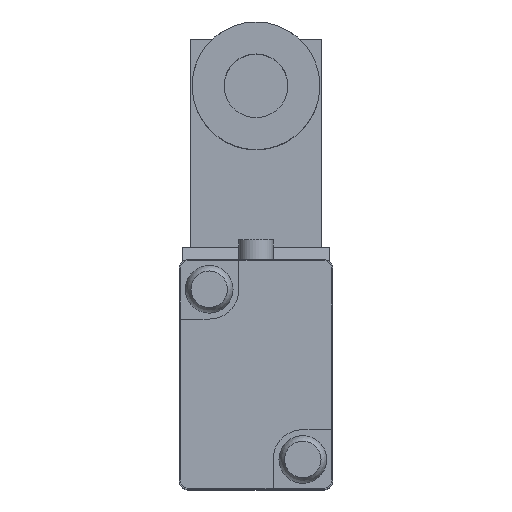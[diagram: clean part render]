
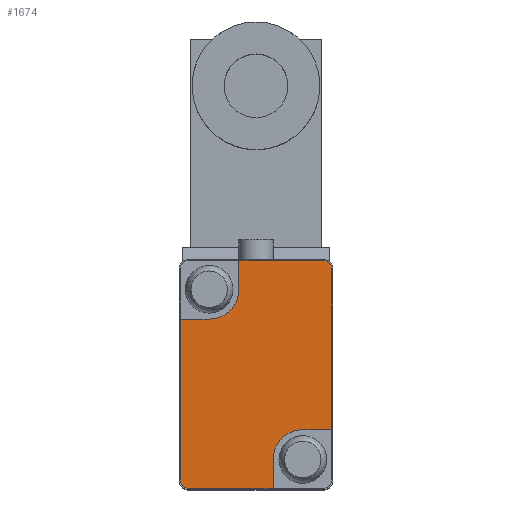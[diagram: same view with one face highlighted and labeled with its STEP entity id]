
A CAD part, top view. The second image highlights one B-rep face of the part: STEP entity #1674.
In plain terms, the highlighted planar face has unit normal (0, 0, 1).
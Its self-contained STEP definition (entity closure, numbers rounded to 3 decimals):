
#97=LINE('',#2589,#233);
#99=LINE('',#2594,#235);
#103=LINE('',#2604,#239);
#104=LINE('',#2607,#240);
#105=LINE('',#2609,#241);
#106=LINE('',#2613,#242);
#107=LINE('',#2615,#243);
#108=LINE('',#2618,#244);
#233=VECTOR('',#2029,1000.);
#235=VECTOR('',#2033,1000.);
#239=VECTOR('',#2041,1000.);
#240=VECTOR('',#2044,1000.);
#241=VECTOR('',#2045,1000.);
#242=VECTOR('',#2048,1000.);
#243=VECTOR('',#2049,1000.);
#244=VECTOR('',#2052,1000.);
#384=ORIENTED_EDGE('',*,*,#837,.F.);
#385=ORIENTED_EDGE('',*,*,#838,.T.);
#386=ORIENTED_EDGE('',*,*,#831,.T.);
#387=ORIENTED_EDGE('',*,*,#839,.T.);
#388=ORIENTED_EDGE('',*,*,#840,.T.);
#389=ORIENTED_EDGE('',*,*,#841,.F.);
#390=ORIENTED_EDGE('',*,*,#842,.F.);
#391=ORIENTED_EDGE('',*,*,#843,.T.);
#392=ORIENTED_EDGE('',*,*,#844,.T.);
#393=ORIENTED_EDGE('',*,*,#845,.T.);
#394=ORIENTED_EDGE('',*,*,#833,.T.);
#395=ORIENTED_EDGE('',*,*,#846,.F.);
#831=EDGE_CURVE('',#1054,#1056,#97,.T.);
#833=EDGE_CURVE('',#1059,#1057,#99,.T.);
#837=EDGE_CURVE('',#1061,#1062,#1204,.T.);
#838=EDGE_CURVE('',#1061,#1054,#103,.T.);
#839=EDGE_CURVE('',#1056,#1063,#1205,.T.);
#840=EDGE_CURVE('',#1063,#1064,#104,.T.);
#841=EDGE_CURVE('',#1065,#1064,#105,.T.);
#842=EDGE_CURVE('',#1066,#1065,#1206,.T.);
#843=EDGE_CURVE('',#1066,#1067,#106,.T.);
#844=EDGE_CURVE('',#1067,#1068,#107,.T.);
#845=EDGE_CURVE('',#1068,#1059,#1207,.T.);
#846=EDGE_CURVE('',#1062,#1057,#108,.T.);
#1054=VERTEX_POINT('',#2583);
#1056=VERTEX_POINT('',#2588);
#1057=VERTEX_POINT('',#2592);
#1059=VERTEX_POINT('',#2595);
#1061=VERTEX_POINT('',#2602);
#1062=VERTEX_POINT('',#2603);
#1063=VERTEX_POINT('',#2606);
#1064=VERTEX_POINT('',#2608);
#1065=VERTEX_POINT('',#2610);
#1066=VERTEX_POINT('',#2612);
#1067=VERTEX_POINT('',#2614);
#1068=VERTEX_POINT('',#2616);
#1204=CIRCLE('',#1801,3.5);
#1205=CIRCLE('',#1802,1.);
#1206=CIRCLE('',#1803,3.5);
#1207=CIRCLE('',#1804,1.);
#1298=EDGE_LOOP('',(#384,#385,#386,#387,#388,#389,#390,#391,#392,#393,#394,
#395));
#1457=FACE_BOUND('',#1298,.T.);
#1614=PLANE('',#1800);
#1674=ADVANCED_FACE('',(#1457),#1614,.T.);
#1800=AXIS2_PLACEMENT_3D('',#2600,#2037,#2038);
#1801=AXIS2_PLACEMENT_3D('',#2601,#2039,#2040);
#1802=AXIS2_PLACEMENT_3D('',#2605,#2042,#2043);
#1803=AXIS2_PLACEMENT_3D('',#2611,#2046,#2047);
#1804=AXIS2_PLACEMENT_3D('',#2617,#2050,#2051);
#2029=DIRECTION('',(0.,-1.,0.));
#2033=DIRECTION('',(-1.,0.,0.));
#2037=DIRECTION('',(0.,0.,1.));
#2038=DIRECTION('',(1.,0.,0.));
#2039=DIRECTION('',(0.,0.,1.));
#2040=DIRECTION('',(1.,0.,0.));
#2041=DIRECTION('',(-1.,0.,0.));
#2042=DIRECTION('',(0.,0.,1.));
#2043=DIRECTION('',(1.,0.,0.));
#2044=DIRECTION('',(1.,0.,0.));
#2045=DIRECTION('',(0.,-1.,0.));
#2046=DIRECTION('',(0.,0.,1.));
#2047=DIRECTION('',(1.,0.,0.));
#2048=DIRECTION('',(1.,0.,0.));
#2049=DIRECTION('',(0.,1.,0.));
#2050=DIRECTION('',(0.,0.,1.));
#2051=DIRECTION('',(1.,0.,0.));
#2052=DIRECTION('',(0.,1.,0.));
#2583=CARTESIAN_POINT('',(-8.9,6.5,6.6));
#2588=CARTESIAN_POINT('',(-8.9,-12.4,6.6));
#2589=CARTESIAN_POINT('',(-8.9,12.4,6.6));
#2592=CARTESIAN_POINT('',(-2.,13.4,6.6));
#2594=CARTESIAN_POINT('',(7.9,13.4,6.6));
#2595=CARTESIAN_POINT('',(7.9,13.4,6.6));
#2600=CARTESIAN_POINT('',(-7.9,12.4,6.6));
#2601=CARTESIAN_POINT('',(-5.5,10.,6.6));
#2602=CARTESIAN_POINT('',(-5.5,6.5,6.6));
#2603=CARTESIAN_POINT('',(-2.,10.,6.6));
#2604=CARTESIAN_POINT('',(-7.9,6.5,6.6));
#2605=CARTESIAN_POINT('',(-7.9,-12.4,6.6));
#2606=CARTESIAN_POINT('',(-7.9,-13.4,6.6));
#2607=CARTESIAN_POINT('',(-7.9,-13.4,6.6));
#2608=CARTESIAN_POINT('',(2.,-13.4,6.6));
#2609=CARTESIAN_POINT('',(2.,-10.,6.6));
#2610=CARTESIAN_POINT('',(2.,-10.,6.6));
#2611=CARTESIAN_POINT('',(5.5,-10.,6.6));
#2612=CARTESIAN_POINT('',(5.5,-6.5,6.6));
#2613=CARTESIAN_POINT('',(-7.9,-6.5,6.6));
#2614=CARTESIAN_POINT('',(8.9,-6.5,6.6));
#2615=CARTESIAN_POINT('',(8.9,-12.4,6.6));
#2616=CARTESIAN_POINT('',(8.9,12.4,6.6));
#2617=CARTESIAN_POINT('',(7.9,12.4,6.6));
#2618=CARTESIAN_POINT('',(-2.,10.,6.6));
